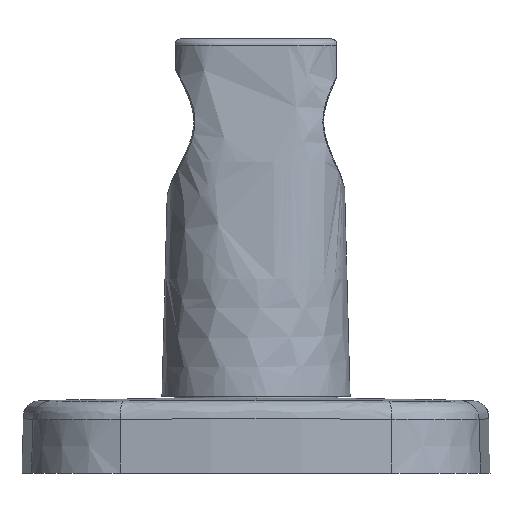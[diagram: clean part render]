
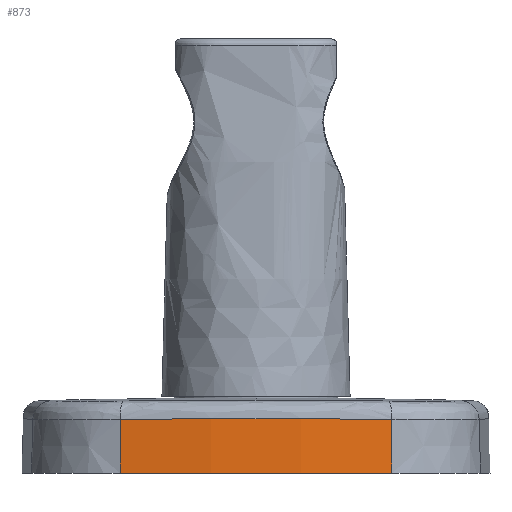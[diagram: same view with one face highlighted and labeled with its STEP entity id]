
A CAD part, left-side view. The second image highlights one B-rep face of the part: STEP entity #873.
In plain terms, the highlighted conical face has half-angle 1.5 degrees and reference radius 139 mm.
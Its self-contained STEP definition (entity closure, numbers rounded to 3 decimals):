
#12 = EDGE_CURVE ( 'NONE', #76, #1811, #1097, .T. ) ;
#30 = EDGE_LOOP ( 'NONE', ( #1491, #671, #2652, #3043 ) ) ;
#71 = VECTOR ( 'NONE', #2787, 1000. ) ;
#76 = VERTEX_POINT ( 'NONE', #578 ) ;
#132 = CARTESIAN_POINT ( 'NONE',  ( -35.579, 21.63, 8.235 ) ) ;
#402 = CARTESIAN_POINT ( 'NONE',  ( -36.706, -14.478, 8.31 ) ) ;
#502 = VERTEX_POINT ( 'NONE', #132 ) ;
#578 = CARTESIAN_POINT ( 'NONE',  ( -35.801, 21.665, -0.338 ) ) ;
#671 = ORIENTED_EDGE ( 'NONE', *, *, #1710, .T. ) ;
#748 = CARTESIAN_POINT ( 'NONE',  ( -35.801, 21.665, -0.338 ) ) ;
#840 = CARTESIAN_POINT ( 'NONE',  ( -35.579, 21.63, 8.235 ) ) ;
#873 = ADVANCED_FACE ( 'NONE', ( #2945 ), #1756, .T. ) ;
#947 = VECTOR ( 'NONE', #1230, 1000. ) ;
#981 = CARTESIAN_POINT ( 'NONE',  ( 101.5, 0., -0.338 ) ) ;
#996 = AXIS2_PLACEMENT_3D ( 'NONE', #981, #2698, #2172 ) ;
#1097 = CIRCLE ( 'NONE', #2736, 139. ) ;
#1165 = CARTESIAN_POINT ( 'NONE',  ( -35.801, -21.665, -0.338 ) ) ;
#1230 = DIRECTION ( 'NONE',  ( -0.026, 0.004, -1. ) ) ;
#1324 = CARTESIAN_POINT ( 'NONE',  ( 101.5, 0., -0.338 ) ) ;
#1491 = ORIENTED_EDGE ( 'NONE', *, *, #2341, .F. ) ;
#1564 = DIRECTION ( 'NONE',  ( -1., 0., 0. ) ) ;
#1710 = EDGE_CURVE ( 'NONE', #2782, #502, #2716, .T. ) ;
#1756 = CONICAL_SURFACE ( 'NONE', #996, 139., 0.026 ) ;
#1811 = VERTEX_POINT ( 'NONE', #3158 ) ;
#2037 = LINE ( 'NONE', #1165, #71 ) ;
#2110 = CARTESIAN_POINT ( 'NONE',  ( -35.579, -21.63, 8.235 ) ) ;
#2144 = CARTESIAN_POINT ( 'NONE',  ( -36.706, 14.478, 8.31 ) ) ;
#2162 = CARTESIAN_POINT ( 'NONE',  ( -37.272, 7.239, 8.348 ) ) ;
#2172 = DIRECTION ( 'NONE',  ( 0., -1., 0. ) ) ;
#2287 = DIRECTION ( 'NONE',  ( 0., 0., 1. ) ) ;
#2341 = EDGE_CURVE ( 'NONE', #2782, #1811, #2037, .T. ) ;
#2360 = EDGE_CURVE ( 'NONE', #502, #76, #2996, .T. ) ;
#2652 = ORIENTED_EDGE ( 'NONE', *, *, #2360, .T. ) ;
#2698 = DIRECTION ( 'NONE',  ( 0., 0., -1. ) ) ;
#2716 = B_SPLINE_CURVE_WITH_KNOTS ( 'NONE', 3,
 ( #2110, #402, #2912, #2162, #2144, #840 ),
 .UNSPECIFIED., .F., .F.,
 ( 4, 2, 4 ),
 ( 0., 0.5, 1. ),
 .UNSPECIFIED. ) ;
#2736 = AXIS2_PLACEMENT_3D ( 'NONE', #1324, #2287, #1564 ) ;
#2782 = VERTEX_POINT ( 'NONE', #2977 ) ;
#2787 = DIRECTION ( 'NONE',  ( -0.026, -0.004, -1. ) ) ;
#2912 = CARTESIAN_POINT ( 'NONE',  ( -37.272, -7.239, 8.348 ) ) ;
#2945 = FACE_OUTER_BOUND ( 'NONE', #30, .T. ) ;
#2977 = CARTESIAN_POINT ( 'NONE',  ( -35.579, -21.63, 8.235 ) ) ;
#2996 = LINE ( 'NONE', #748, #947 ) ;
#3043 = ORIENTED_EDGE ( 'NONE', *, *, #12, .T. ) ;
#3158 = CARTESIAN_POINT ( 'NONE',  ( -35.801, -21.665, -0.338 ) ) ;
